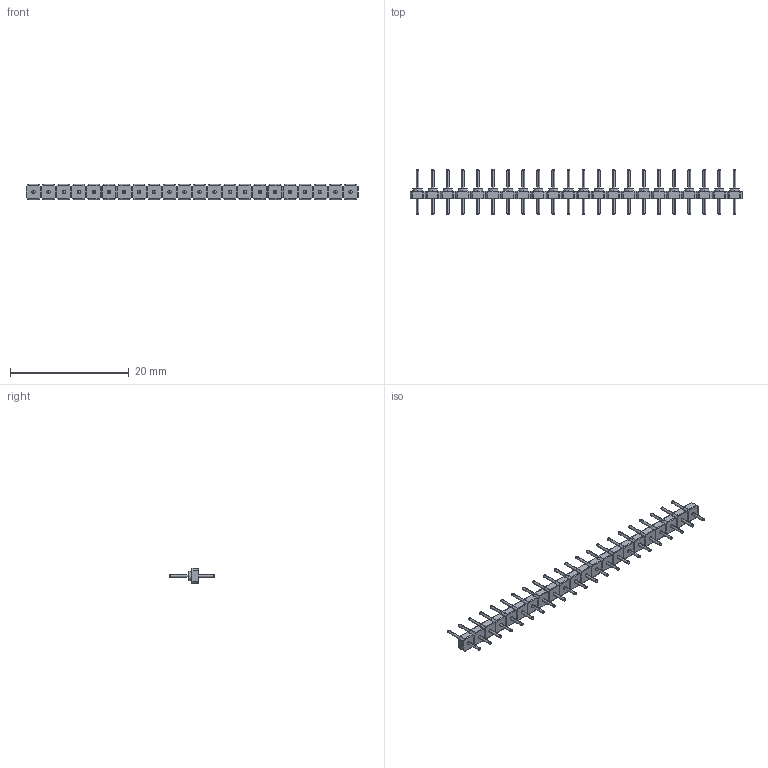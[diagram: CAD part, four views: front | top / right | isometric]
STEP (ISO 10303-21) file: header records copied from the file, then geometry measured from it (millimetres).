
FILE_DESCRIPTION (( 'STEP AP214' ), '1' );
FILE_NAME ('335-40-122-00-160000.STEP', '2018-05-17T17:57:55', ( '' ), ( '' ), 'SwSTEP 2.0', 'SolidWorks 2014', '' );
FILE_SCHEMA (( 'AUTOMOTIVE_DESIGN' ));
Length unit declared in the file: millimetre
Products named in the file (2): 335-40-101-00-160000; 335-40-122-00-160000
Assembly tree (22 placements, depth 2):
  335-40-122-00-160000
    335-40-101-00-160000  x22
Bounding box: 55.88 x 7.6 x 2.54 mm (x, y, z)
Volume: 197.9 mm3; surface area: 903.3 mm2
Topology: 22 solids, 22 shells, 1804 faces, 3872 edges, 1892 vertices
Faces by surface type: cylinder 792, plane 352, sphere 352, torus 220, cone 88
Entity records: 2904 total; most frequent: DIRECTION 466, CARTESIAN_POINT 371, ORIENTED_EDGE 320, AXIS2_PLACEMENT_3D 201, EDGE_CURVE 160, CIRCLE 94, EDGE_LOOP 88, VERTEX_POINT 86
